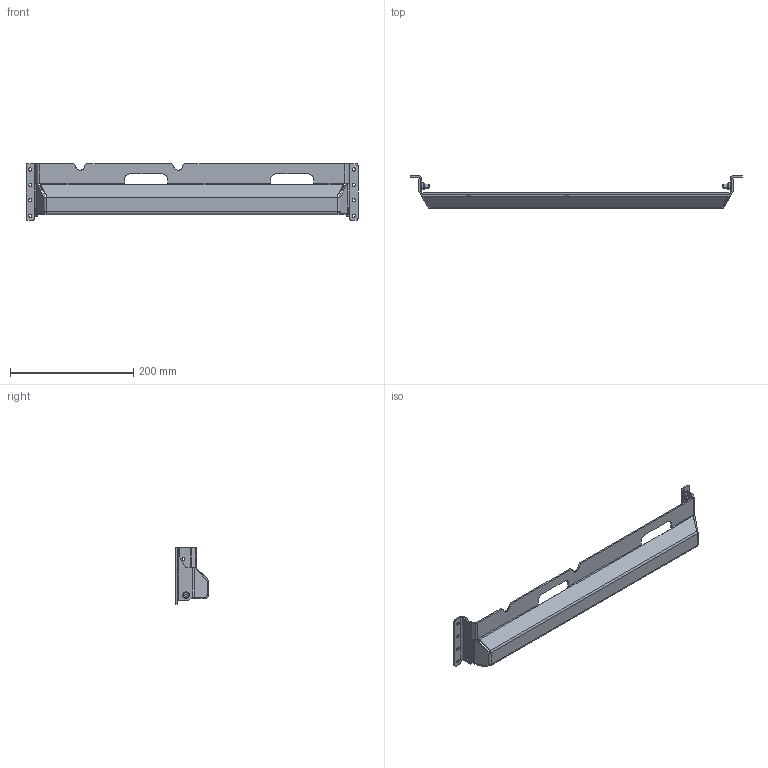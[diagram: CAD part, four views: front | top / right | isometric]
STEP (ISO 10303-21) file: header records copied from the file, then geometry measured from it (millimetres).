
FILE_DESCRIPTION(/* description */ (''),/* implementation_level */ '2;1');
FILE_NAME(/* name */ '70CWC0000075_D.stp',/* time_stamp */ '2022-10-27T09:04:17+03:00',/* author */ (''),/* organization */ (''),/* preprocessor_version */ 'ST-DEVELOPER v16.7',/* originating_system */ 'SIEMENS PLM Software NX 1892',/* authorisation */ '');
FILE_SCHEMA (('AUTOMOTIVE_DESIGN { 1 0 10303 214 3 1 1 1 }'));
Length unit declared in the file: millimetre
Products named in the file (4): 172F1715; PEM-S-M6; 70CWC0000075_MODEL; 70CWC0000075_dwg
Assembly tree (5 placements, depth 3):
  70CWC0000075_dwg
    70CWC0000075_MODEL
      PEM-S-M6  x2
      172F1715  x2
Bounding box: 538.8 x 53 x 91.84 mm (x, y, z)
Volume: 156308.8 mm3; surface area: 132023.1 mm2
Topology: 5 solids, 5 shells, 214 faces, 560 edges, 358 vertices
Faces by surface type: plane 120, cylinder 80, cone 14
Full cylindrical faces by diameter (mm): 4.5 x14, 4.917 x2, 5.2 x8, 5.5 x2, 6 x2, 8.72 x2, 8.75 x2, 10.551 x2, 11 x2, 11.05 x2
Entity records: 5918 total; most frequent: CARTESIAN_POINT 1032, DIRECTION 994, ORIENTED_EDGE 934, EDGE_CURVE 467, AXIS2_PLACEMENT_3D 345, VERTEX_POINT 323, LINE 304, VECTOR 304
